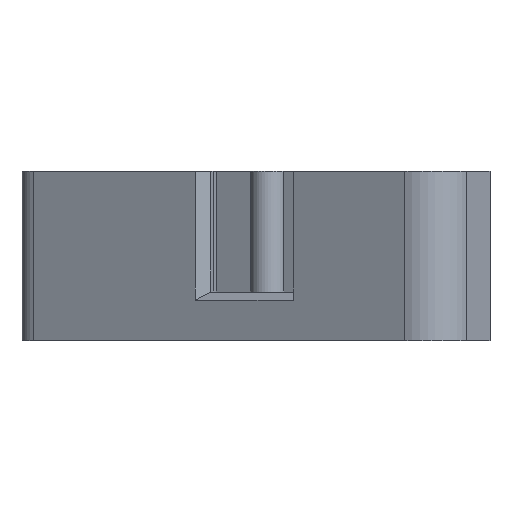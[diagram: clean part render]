
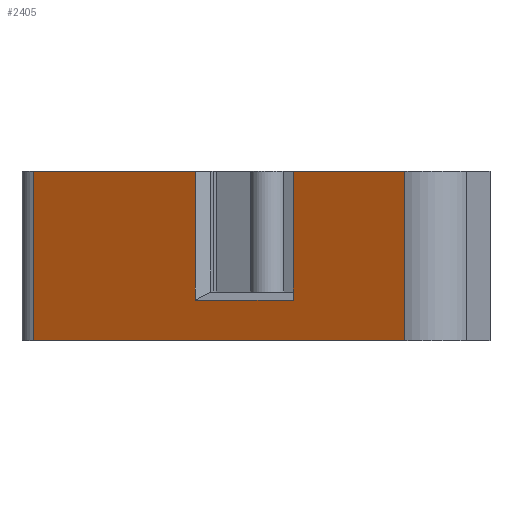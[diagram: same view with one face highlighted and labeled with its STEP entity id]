
A CAD part, left-side view. The second image highlights one B-rep face of the part: STEP entity #2405.
In plain terms, the highlighted planar face has unit normal (-0.866, 0.5, 0).
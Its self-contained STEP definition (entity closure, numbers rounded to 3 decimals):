
#53=DIRECTION('',(-0.5,-0.866,0.));
#54=VECTOR('',#53,18.981);
#55=CARTESIAN_POINT('',(-5.485,15.5,-3.75));
#56=LINE('',#55,#54);
#77=DIRECTION('',(-0.5,-0.866,0.));
#78=VECTOR('',#77,5.702);
#79=CARTESIAN_POINT('',(-12.124,4.,3.75));
#80=LINE('',#79,#78);
#126=DIRECTION('',(-0.5,-0.866,0.));
#127=VECTOR('',#126,8.283);
#128=CARTESIAN_POINT('',(-5.485,15.5,3.75));
#129=LINE('',#128,#127);
#812=DIRECTION('',(0.,0.,1.));
#813=VECTOR('',#812,7.5);
#814=CARTESIAN_POINT('',(-5.485,15.5,-3.75));
#815=LINE('',#814,#813);
#830=DIRECTION('',(0.,0.,1.));
#831=VECTOR('',#830,5.7);
#832=CARTESIAN_POINT('',(-12.124,4.,-1.95));
#833=LINE('',#832,#831);
#834=DIRECTION('',(0.,0.,1.));
#835=VECTOR('',#834,5.7);
#836=CARTESIAN_POINT('',(-9.626,8.326,-1.95));
#837=LINE('',#836,#835);
#858=DIRECTION('',(-0.5,-0.866,0.));
#859=VECTOR('',#858,4.995);
#860=CARTESIAN_POINT('',(-9.626,8.326,-1.95));
#861=LINE('',#860,#859);
#952=DIRECTION('',(0.,0.,1.));
#953=VECTOR('',#952,7.5);
#954=CARTESIAN_POINT('',(-14.975,-0.938,-3.75));
#955=LINE('',#954,#953);
#1186=CARTESIAN_POINT('',(-12.124,4.,3.75));
#1188=VERTEX_POINT('',#1186);
#1208=CARTESIAN_POINT('',(-9.626,8.326,3.75));
#1209=VERTEX_POINT('',#1208);
#1210=CARTESIAN_POINT('',(-9.626,8.326,
-1.95));
#1211=CARTESIAN_POINT('',(-12.124,4.,
-1.95));
#1212=VERTEX_POINT('',#1210);
#1213=VERTEX_POINT('',#1211);
#1282=CARTESIAN_POINT('',(-14.975,-0.938,-3.75));
#1283=CARTESIAN_POINT('',(-14.975,-0.938,3.75));
#1284=VERTEX_POINT('',#1282);
#1285=VERTEX_POINT('',#1283);
#1294=CARTESIAN_POINT('',(-5.485,15.5,-3.75));
#1295=CARTESIAN_POINT('',(-5.485,15.5,3.75));
#1296=VERTEX_POINT('',#1294);
#1297=VERTEX_POINT('',#1295);
#2386=CARTESIAN_POINT('',(-5.196,16.,-3.75));
#2387=DIRECTION('',(-0.866,0.5,0.));
#2388=DIRECTION('',(-0.5,-0.866,0.));
#2389=AXIS2_PLACEMENT_3D('',#2386,#2387,#2388);
#2390=PLANE('',#2389);
#2392=ORIENTED_EDGE('',*,*,#2391,.T.);
#2393=ORIENTED_EDGE('',*,*,#1427,.T.);
#2395=ORIENTED_EDGE('',*,*,#2394,.F.);
#2396=ORIENTED_EDGE('',*,*,#1385,.F.);
#2397=ORIENTED_EDGE('',*,*,#2378,.T.);
#2398=ORIENTED_EDGE('',*,*,#1451,.T.);
#2400=ORIENTED_EDGE('',*,*,#2399,.F.);
#2402=ORIENTED_EDGE('',*,*,#2401,.T.);
#2403=EDGE_LOOP('',(#2392,#2393,#2395,#2396,#2397,#2398,#2400,#2402));
#2404=FACE_OUTER_BOUND('',#2403,.F.);
#2405=ADVANCED_FACE('',(#2404),#2390,.T.);
#1385=EDGE_CURVE('',#1296,#1284,#56,.T.);
#1427=EDGE_CURVE('',#1188,#1285,#80,.T.);
#1451=EDGE_CURVE('',#1297,#1209,#129,.T.);
#2378=EDGE_CURVE('',#1296,#1297,#815,.T.);
#2391=EDGE_CURVE('',#1213,#1188,#833,.T.);
#2394=EDGE_CURVE('',#1284,#1285,#955,.T.);
#2399=EDGE_CURVE('',#1212,#1209,#837,.T.);
#2401=EDGE_CURVE('',#1212,#1213,#861,.T.);
